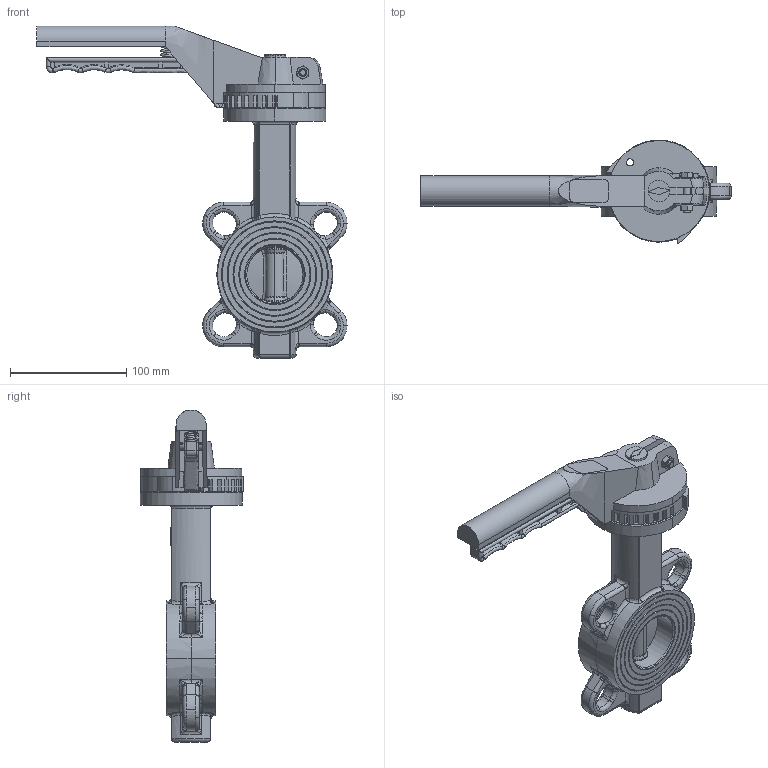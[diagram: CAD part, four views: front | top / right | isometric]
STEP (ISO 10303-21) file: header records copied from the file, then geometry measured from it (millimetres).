
FILE_DESCRIPTION(('HOOPS Exchange Step'),'2;1');
FILE_NAME('AK0813_DN50.stp','2025-08-13T13:10:50+02:00',('nieru'),('Unknown organisation'),'HOOPS Exchange 2024.2','HOOPS Exchange','Unknown authorisation');
FILE_SCHEMA( ('AP203_CONFIGURATION_CONTROLLED_3D_DESIGN_OF_MECHANICAL_PARTS_AND_ASSEMBLIES_MIM_LF') );
Length unit declared in the file: millimetre
Products named in the file (2): 0; root
Assembly tree (1 placements, depth 2):
  root
    0
Bounding box: 267.19 x 89.53 x 286 mm (x, y, z)
Volume: 678450.4 mm3; surface area: 176370.5 mm2
Topology: 11 solids, 11 shells, 1646 faces, 4295 edges, 2665 vertices
Faces by surface type: cylinder 581, plane 539, torus 210, cone 156, bspline 145, sphere 15
Full cylindrical faces by diameter (mm): 12 x1
Entity records: 152794 total; most frequent: CARTESIAN_POINT 115550, ORIENTED_EDGE 8530, DIRECTION 6724, EDGE_CURVE 4265, VERTEX_POINT 2665, AXIS2_PLACEMENT_3D 2547, EDGE_LOOP 1754, FACE_BOUND 1754
